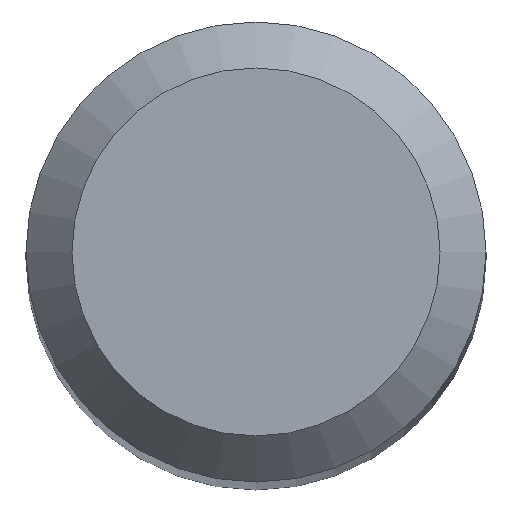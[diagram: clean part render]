
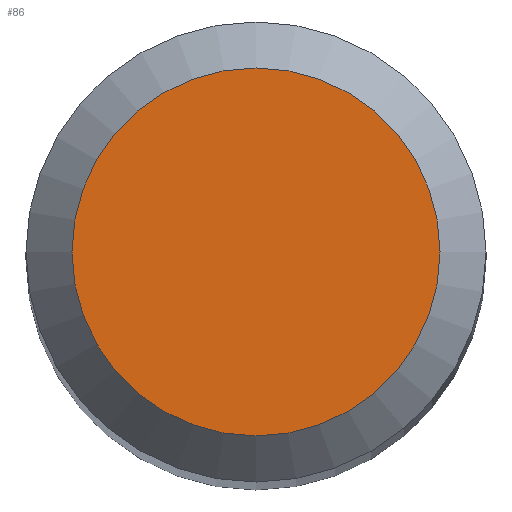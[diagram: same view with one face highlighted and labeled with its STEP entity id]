
A CAD part, top view. The second image highlights one B-rep face of the part: STEP entity #86.
In plain terms, the highlighted planar face has unit normal (0, 0, 1).
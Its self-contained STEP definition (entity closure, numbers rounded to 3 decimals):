
#13 = VERTEX_POINT ( 'NONE', #171 ) ;
#50 = PLANE ( 'NONE',  #95 ) ;
#80 = CARTESIAN_POINT ( 'NONE',  ( 0., 0., 38. ) ) ;
#86 = ADVANCED_FACE ( 'NONE', ( #200 ), #50, .F. ) ;
#93 = CIRCLE ( 'NONE', #128, 1.2 ) ;
#95 = AXIS2_PLACEMENT_3D ( 'NONE', #80, #185, #105 ) ;
#105 = DIRECTION ( 'NONE',  ( 0., 1., 0. ) ) ;
#108 = EDGE_CURVE ( 'NONE', #13, #13, #93, .T. ) ;
#128 = AXIS2_PLACEMENT_3D ( 'NONE', #197, #177, #202 ) ;
#166 = EDGE_LOOP ( 'NONE', ( #181 ) ) ;
#171 = CARTESIAN_POINT ( 'NONE',  ( 0., 1.2, 38. ) ) ;
#177 = DIRECTION ( 'NONE',  ( 0., 0., -1. ) ) ;
#181 = ORIENTED_EDGE ( 'NONE', *, *, #108, .F. ) ;
#185 = DIRECTION ( 'NONE',  ( 0., 0., -1. ) ) ;
#197 = CARTESIAN_POINT ( 'NONE',  ( 0., 0., 38. ) ) ;
#200 = FACE_OUTER_BOUND ( 'NONE', #166, .T. ) ;
#202 = DIRECTION ( 'NONE',  ( 0., 1., 0. ) ) ;
